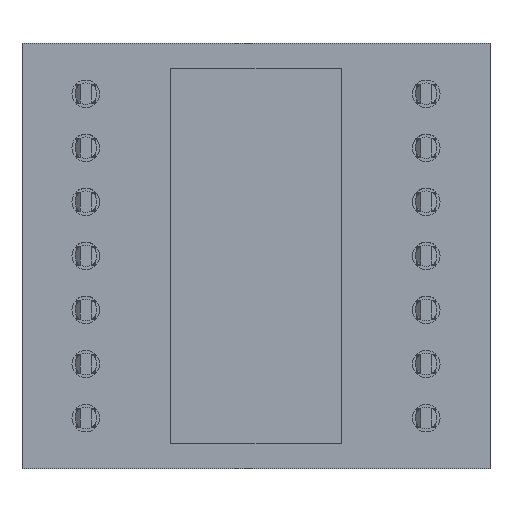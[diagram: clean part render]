
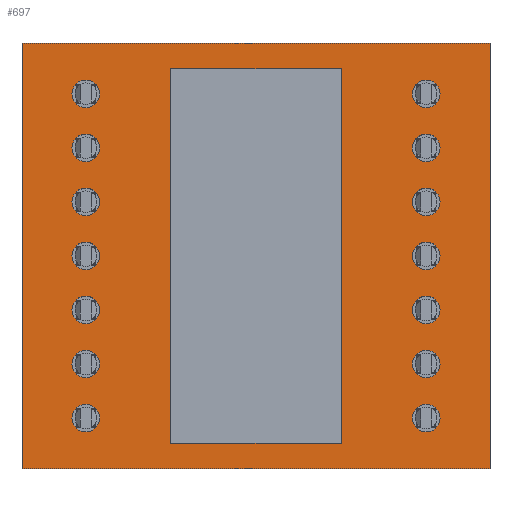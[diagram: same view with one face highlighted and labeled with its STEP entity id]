
A CAD part, top view. The second image highlights one B-rep face of the part: STEP entity #697.
In plain terms, the highlighted planar face has unit normal (0, 0, 1).
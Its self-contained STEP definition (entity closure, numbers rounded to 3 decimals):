
#64 = VERTEX_POINT('',#65);
#65 = CARTESIAN_POINT('',(-5.5,-5.,1.606));
#71 = EDGE_CURVE('',#64,#72,#74,.T.);
#72 = VERTEX_POINT('',#73);
#73 = CARTESIAN_POINT('',(-5.5,5.,1.606));
#74 = LINE('',#75,#76);
#75 = CARTESIAN_POINT('',(-5.5,-5.,1.606));
#76 = VECTOR('',#77,1.);
#77 = DIRECTION('',(0.,1.,0.));
#102 = EDGE_CURVE('',#72,#103,#105,.T.);
#103 = VERTEX_POINT('',#104);
#104 = CARTESIAN_POINT('',(5.5,5.,1.606));
#105 = LINE('',#106,#107);
#106 = CARTESIAN_POINT('',(-5.5,5.,1.606));
#107 = VECTOR('',#108,1.);
#108 = DIRECTION('',(1.,0.,0.));
#133 = EDGE_CURVE('',#103,#134,#136,.T.);
#134 = VERTEX_POINT('',#135);
#135 = CARTESIAN_POINT('',(5.5,-5.,1.606));
#136 = LINE('',#137,#138);
#137 = CARTESIAN_POINT('',(5.5,5.,1.606));
#138 = VECTOR('',#139,1.);
#139 = DIRECTION('',(0.,-1.,0.));
#164 = EDGE_CURVE('',#134,#64,#165,.T.);
#165 = LINE('',#166,#167);
#166 = CARTESIAN_POINT('',(5.5,-5.,1.606));
#167 = VECTOR('',#168,1.);
#168 = DIRECTION('',(-1.,0.,0.));
#188 = VERTEX_POINT('',#189);
#189 = CARTESIAN_POINT('',(-3.675,-1.27,1.606));
#195 = EDGE_CURVE('',#188,#188,#196,.T.);
#196 = CIRCLE('',#197,0.325);
#197 = AXIS2_PLACEMENT_3D('',#198,#199,#200);
#198 = CARTESIAN_POINT('',(-4.,-1.27,1.606));
#199 = DIRECTION('',(0.,0.,1.));
#200 = DIRECTION('',(1.,0.,0.));
#221 = VERTEX_POINT('',#222);
#222 = CARTESIAN_POINT('',(-3.675,-3.81,1.606));
#228 = EDGE_CURVE('',#221,#221,#229,.T.);
#229 = CIRCLE('',#230,0.325);
#230 = AXIS2_PLACEMENT_3D('',#231,#232,#233);
#231 = CARTESIAN_POINT('',(-4.,-3.81,1.606));
#232 = DIRECTION('',(0.,0.,1.));
#233 = DIRECTION('',(1.,0.,0.));
#254 = VERTEX_POINT('',#255);
#255 = CARTESIAN_POINT('',(-3.675,-2.54,1.606));
#261 = EDGE_CURVE('',#254,#254,#262,.T.);
#262 = CIRCLE('',#263,0.325);
#263 = AXIS2_PLACEMENT_3D('',#264,#265,#266);
#264 = CARTESIAN_POINT('',(-4.,-2.54,1.606));
#265 = DIRECTION('',(0.,0.,1.));
#266 = DIRECTION('',(1.,0.,0.));
#287 = VERTEX_POINT('',#288);
#288 = CARTESIAN_POINT('',(-3.675,2.54,1.606));
#294 = EDGE_CURVE('',#287,#287,#295,.T.);
#295 = CIRCLE('',#296,0.325);
#296 = AXIS2_PLACEMENT_3D('',#297,#298,#299);
#297 = CARTESIAN_POINT('',(-4.,2.54,1.606));
#298 = DIRECTION('',(0.,0.,1.));
#299 = DIRECTION('',(1.,0.,0.));
#320 = VERTEX_POINT('',#321);
#321 = CARTESIAN_POINT('',(-3.675,3.81,1.606));
#327 = EDGE_CURVE('',#320,#320,#328,.T.);
#328 = CIRCLE('',#329,0.325);
#329 = AXIS2_PLACEMENT_3D('',#330,#331,#332);
#330 = CARTESIAN_POINT('',(-4.,3.81,1.606));
#331 = DIRECTION('',(0.,0.,1.));
#332 = DIRECTION('',(1.,0.,0.));
#353 = VERTEX_POINT('',#354);
#354 = CARTESIAN_POINT('',(-3.675,0.,1.606));
#360 = EDGE_CURVE('',#353,#353,#361,.T.);
#361 = CIRCLE('',#362,0.325);
#362 = AXIS2_PLACEMENT_3D('',#363,#364,#365);
#363 = CARTESIAN_POINT('',(-4.,0.,1.606));
#364 = DIRECTION('',(0.,0.,1.));
#365 = DIRECTION('',(1.,0.,0.));
#386 = VERTEX_POINT('',#387);
#387 = CARTESIAN_POINT('',(-3.675,1.27,1.606));
#393 = EDGE_CURVE('',#386,#386,#394,.T.);
#394 = CIRCLE('',#395,0.325);
#395 = AXIS2_PLACEMENT_3D('',#396,#397,#398);
#396 = CARTESIAN_POINT('',(-4.,1.27,1.606));
#397 = DIRECTION('',(0.,0.,1.));
#398 = DIRECTION('',(1.,0.,0.));
#419 = VERTEX_POINT('',#420);
#420 = CARTESIAN_POINT('',(4.325,-1.27,1.606));
#426 = EDGE_CURVE('',#419,#419,#427,.T.);
#427 = CIRCLE('',#428,0.325);
#428 = AXIS2_PLACEMENT_3D('',#429,#430,#431);
#429 = CARTESIAN_POINT('',(4.,-1.27,1.606));
#430 = DIRECTION('',(0.,0.,1.));
#431 = DIRECTION('',(1.,0.,0.));
#452 = VERTEX_POINT('',#453);
#453 = CARTESIAN_POINT('',(4.325,-3.81,1.606));
#459 = EDGE_CURVE('',#452,#452,#460,.T.);
#460 = CIRCLE('',#461,0.325);
#461 = AXIS2_PLACEMENT_3D('',#462,#463,#464);
#462 = CARTESIAN_POINT('',(4.,-3.81,1.606));
#463 = DIRECTION('',(0.,0.,1.));
#464 = DIRECTION('',(1.,0.,0.));
#485 = VERTEX_POINT('',#486);
#486 = CARTESIAN_POINT('',(4.325,-2.54,1.606));
#492 = EDGE_CURVE('',#485,#485,#493,.T.);
#493 = CIRCLE('',#494,0.325);
#494 = AXIS2_PLACEMENT_3D('',#495,#496,#497);
#495 = CARTESIAN_POINT('',(4.,-2.54,1.606));
#496 = DIRECTION('',(0.,0.,1.));
#497 = DIRECTION('',(1.,0.,0.));
#518 = VERTEX_POINT('',#519);
#519 = CARTESIAN_POINT('',(4.325,2.54,1.606));
#525 = EDGE_CURVE('',#518,#518,#526,.T.);
#526 = CIRCLE('',#527,0.325);
#527 = AXIS2_PLACEMENT_3D('',#528,#529,#530);
#528 = CARTESIAN_POINT('',(4.,2.54,1.606));
#529 = DIRECTION('',(0.,0.,1.));
#530 = DIRECTION('',(1.,0.,0.));
#551 = VERTEX_POINT('',#552);
#552 = CARTESIAN_POINT('',(4.325,3.81,1.606));
#558 = EDGE_CURVE('',#551,#551,#559,.T.);
#559 = CIRCLE('',#560,0.325);
#560 = AXIS2_PLACEMENT_3D('',#561,#562,#563);
#561 = CARTESIAN_POINT('',(4.,3.81,1.606));
#562 = DIRECTION('',(0.,0.,1.));
#563 = DIRECTION('',(1.,0.,0.));
#584 = VERTEX_POINT('',#585);
#585 = CARTESIAN_POINT('',(4.325,0.,1.606));
#591 = EDGE_CURVE('',#584,#584,#592,.T.);
#592 = CIRCLE('',#593,0.325);
#593 = AXIS2_PLACEMENT_3D('',#594,#595,#596);
#594 = CARTESIAN_POINT('',(4.,0.,1.606));
#595 = DIRECTION('',(0.,0.,1.));
#596 = DIRECTION('',(1.,0.,0.));
#617 = VERTEX_POINT('',#618);
#618 = CARTESIAN_POINT('',(4.325,1.27,1.606));
#624 = EDGE_CURVE('',#617,#617,#625,.T.);
#625 = CIRCLE('',#626,0.325);
#626 = AXIS2_PLACEMENT_3D('',#627,#628,#629);
#627 = CARTESIAN_POINT('',(4.,1.27,1.606));
#628 = DIRECTION('',(0.,0.,1.));
#629 = DIRECTION('',(1.,0.,0.));
#697 = ADVANCED_FACE('',(#698,#704,#707,#710,#713,#716,#719,#722,#725,
    #728,#731,#734,#737,#740,#743),#746,.T.);
#698 = FACE_BOUND('',#699,.F.);
#699 = EDGE_LOOP('',(#700,#701,#702,#703));
#700 = ORIENTED_EDGE('',*,*,#71,.T.);
#701 = ORIENTED_EDGE('',*,*,#102,.T.);
#702 = ORIENTED_EDGE('',*,*,#133,.T.);
#703 = ORIENTED_EDGE('',*,*,#164,.T.);
#704 = FACE_BOUND('',#705,.T.);
#705 = EDGE_LOOP('',(#706));
#706 = ORIENTED_EDGE('',*,*,#195,.F.);
#707 = FACE_BOUND('',#708,.T.);
#708 = EDGE_LOOP('',(#709));
#709 = ORIENTED_EDGE('',*,*,#228,.F.);
#710 = FACE_BOUND('',#711,.T.);
#711 = EDGE_LOOP('',(#712));
#712 = ORIENTED_EDGE('',*,*,#261,.F.);
#713 = FACE_BOUND('',#714,.T.);
#714 = EDGE_LOOP('',(#715));
#715 = ORIENTED_EDGE('',*,*,#294,.F.);
#716 = FACE_BOUND('',#717,.T.);
#717 = EDGE_LOOP('',(#718));
#718 = ORIENTED_EDGE('',*,*,#327,.F.);
#719 = FACE_BOUND('',#720,.T.);
#720 = EDGE_LOOP('',(#721));
#721 = ORIENTED_EDGE('',*,*,#360,.F.);
#722 = FACE_BOUND('',#723,.T.);
#723 = EDGE_LOOP('',(#724));
#724 = ORIENTED_EDGE('',*,*,#393,.F.);
#725 = FACE_BOUND('',#726,.T.);
#726 = EDGE_LOOP('',(#727));
#727 = ORIENTED_EDGE('',*,*,#426,.F.);
#728 = FACE_BOUND('',#729,.T.);
#729 = EDGE_LOOP('',(#730));
#730 = ORIENTED_EDGE('',*,*,#459,.F.);
#731 = FACE_BOUND('',#732,.T.);
#732 = EDGE_LOOP('',(#733));
#733 = ORIENTED_EDGE('',*,*,#492,.F.);
#734 = FACE_BOUND('',#735,.T.);
#735 = EDGE_LOOP('',(#736));
#736 = ORIENTED_EDGE('',*,*,#525,.F.);
#737 = FACE_BOUND('',#738,.T.);
#738 = EDGE_LOOP('',(#739));
#739 = ORIENTED_EDGE('',*,*,#558,.F.);
#740 = FACE_BOUND('',#741,.T.);
#741 = EDGE_LOOP('',(#742));
#742 = ORIENTED_EDGE('',*,*,#591,.F.);
#743 = FACE_BOUND('',#744,.T.);
#744 = EDGE_LOOP('',(#745));
#745 = ORIENTED_EDGE('',*,*,#624,.F.);
#746 = PLANE('',#747);
#747 = AXIS2_PLACEMENT_3D('',#748,#749,#750);
#748 = CARTESIAN_POINT('',(-5.5,-5.,1.606));
#749 = DIRECTION('',(0.,0.,1.));
#750 = DIRECTION('',(1.,0.,0.));
